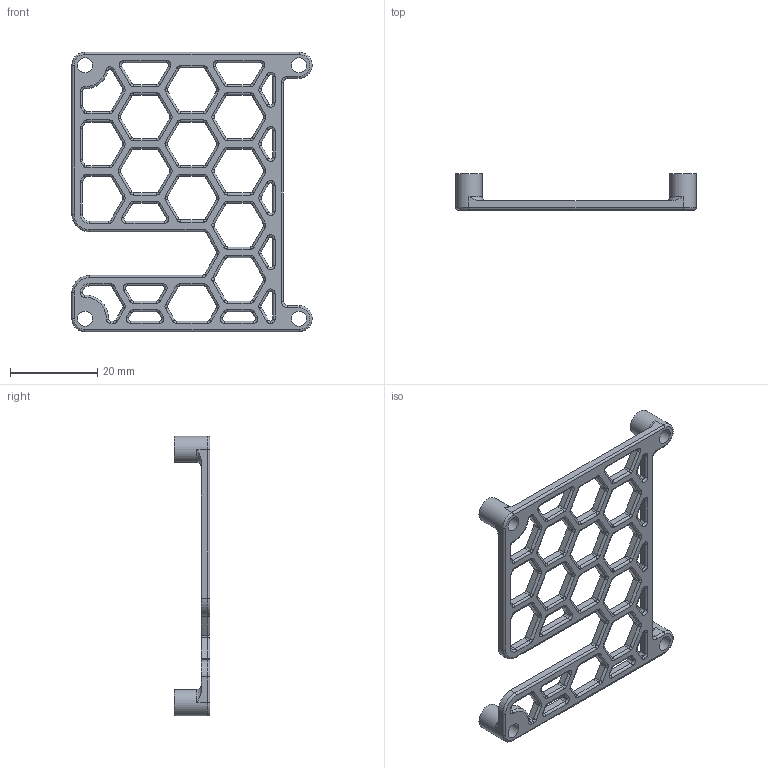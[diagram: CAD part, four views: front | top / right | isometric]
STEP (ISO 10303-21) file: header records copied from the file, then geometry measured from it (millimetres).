
FILE_DESCRIPTION(/* description */ (''),/* implementation_level */ '2;1');
FILE_NAME(/* name */ 'Raspberry Pi Cover.step',/* time_stamp */ '2021-06-11T21:39:53+02:00',/* author */ (''),/* organization */ (''),/* preprocessor_version */ 'ST-DEVELOPER v18.1',/* originating_system */ 'Autodesk Translation Framework v10.9.0.1377',/* authorisation */ '');
FILE_SCHEMA (('AUTOMOTIVE_DESIGN { 1 0 10303 214 3 1 1 }'));
Length unit declared in the file: millimetre
Products named in the file (1): Raspberry Pi Cover
Bounding box: 55 x 8.2 x 64 mm (x, y, z)
Volume: 3339.6 mm3; surface area: 5495.8 mm2
Topology: 1 solids, 1 shells, 556 faces, 1389 edges, 835 vertices
Faces by surface type: cylinder 275, torus 142, plane 139
Full cylindrical faces by diameter (mm): 3.5 x4, 6 x4
Entity records: 16718 total; most frequent: DIRECTION 3196, CARTESIAN_POINT 2811, ORIENTED_EDGE 2778, EDGE_CURVE 1389, AXIS2_PLACEMENT_3D 1260, VERTEX_POINT 835, CIRCLE 703, LINE 676
